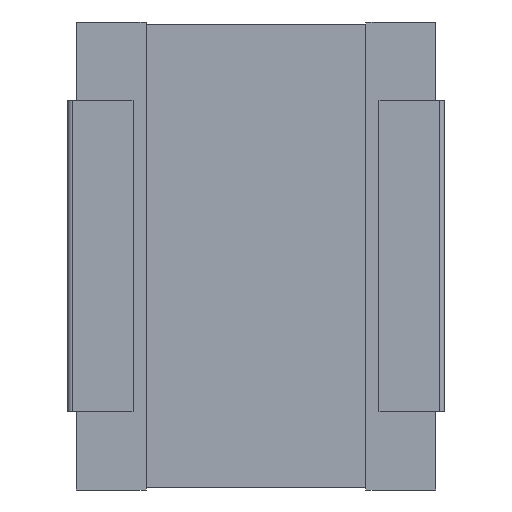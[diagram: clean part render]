
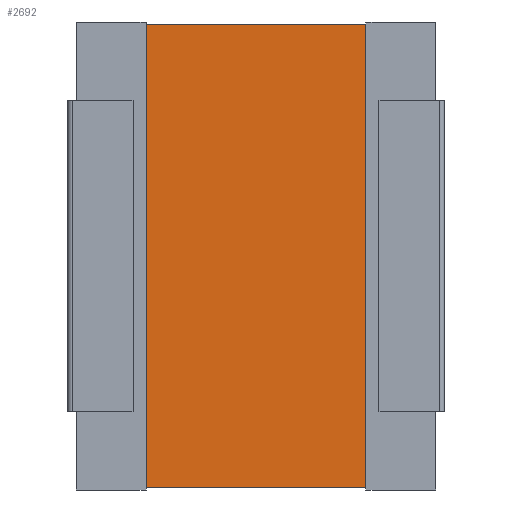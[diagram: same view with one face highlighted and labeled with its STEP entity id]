
A CAD part, front view. The second image highlights one B-rep face of the part: STEP entity #2692.
In plain terms, the highlighted planar face has unit normal (0, -1, 0).
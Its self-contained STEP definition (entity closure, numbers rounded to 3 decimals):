
#2 = EDGE_LOOP ( 'NONE', ( #2445, #1680, #2614, #78 ) ) ;
#42 = CARTESIAN_POINT ( 'NONE',  ( 3.199, 0.1, -21.4 ) ) ;
#78 = ORIENTED_EDGE ( 'NONE', *, *, #1463, .T. ) ;
#186 = FACE_OUTER_BOUND ( 'NONE', #2, .T. ) ;
#253 = CARTESIAN_POINT ( 'NONE',  ( 13.301, 0.1, -0.1 ) ) ;
#380 = CARTESIAN_POINT ( 'NONE',  ( 13.301, 0.1, -21.4 ) ) ;
#525 = CARTESIAN_POINT ( 'NONE',  ( 3.199, 0.1, -0.1 ) ) ;
#613 = DIRECTION ( 'NONE',  ( 0., 1., 0. ) ) ;
#903 = DIRECTION ( 'NONE',  ( 0., 0., 1. ) ) ;
#989 = LINE ( 'NONE', #1535, #3120 ) ;
#1006 = CARTESIAN_POINT ( 'NONE',  ( 13.301, 0.1, -21.5 ) ) ;
#1080 = VECTOR ( 'NONE', #3073, 1000. ) ;
#1109 = VECTOR ( 'NONE', #1542, 1000. ) ;
#1380 = LINE ( 'NONE', #525, #2662 ) ;
#1463 = EDGE_CURVE ( 'NONE', #3308, #2791, #3027, .T. ) ;
#1535 = CARTESIAN_POINT ( 'NONE',  ( 3.199, 0.1, -21.5 ) ) ;
#1542 = DIRECTION ( 'NONE',  ( 1., 0., 0. ) ) ;
#1556 = EDGE_CURVE ( 'NONE', #2791, #3290, #2103, .T. ) ;
#1680 = ORIENTED_EDGE ( 'NONE', *, *, #3259, .T. ) ;
#1724 = CARTESIAN_POINT ( 'NONE',  ( 3.199, 0.1, -21.4 ) ) ;
#2103 = LINE ( 'NONE', #1006, #1080 ) ;
#2123 = PLANE ( 'NONE',  #3157 ) ;
#2445 = ORIENTED_EDGE ( 'NONE', *, *, #1556, .T. ) ;
#2525 = CARTESIAN_POINT ( 'NONE',  ( 3.199, 0.1, -0.1 ) ) ;
#2614 = ORIENTED_EDGE ( 'NONE', *, *, #3607, .F. ) ;
#2662 = VECTOR ( 'NONE', #3792, 1000. ) ;
#2685 = CARTESIAN_POINT ( 'NONE',  ( 3.199, 0.1, -21.5 ) ) ;
#2692 = ADVANCED_FACE ( 'NONE', ( #186 ), #2123, .F. ) ;
#2791 = VERTEX_POINT ( 'NONE', #380 ) ;
#3027 = LINE ( 'NONE', #42, #1109 ) ;
#3073 = DIRECTION ( 'NONE',  ( 0., 0., 1. ) ) ;
#3120 = VECTOR ( 'NONE', #3323, 1000. ) ;
#3157 = AXIS2_PLACEMENT_3D ( 'NONE', #2685, #613, #903 ) ;
#3259 = EDGE_CURVE ( 'NONE', #3290, #3774, #1380, .T. ) ;
#3290 = VERTEX_POINT ( 'NONE', #253 ) ;
#3308 = VERTEX_POINT ( 'NONE', #1724 ) ;
#3323 = DIRECTION ( 'NONE',  ( 0., 0., 1. ) ) ;
#3607 = EDGE_CURVE ( 'NONE', #3308, #3774, #989, .T. ) ;
#3774 = VERTEX_POINT ( 'NONE', #2525 ) ;
#3792 = DIRECTION ( 'NONE',  ( -1., 0., 0. ) ) ;
